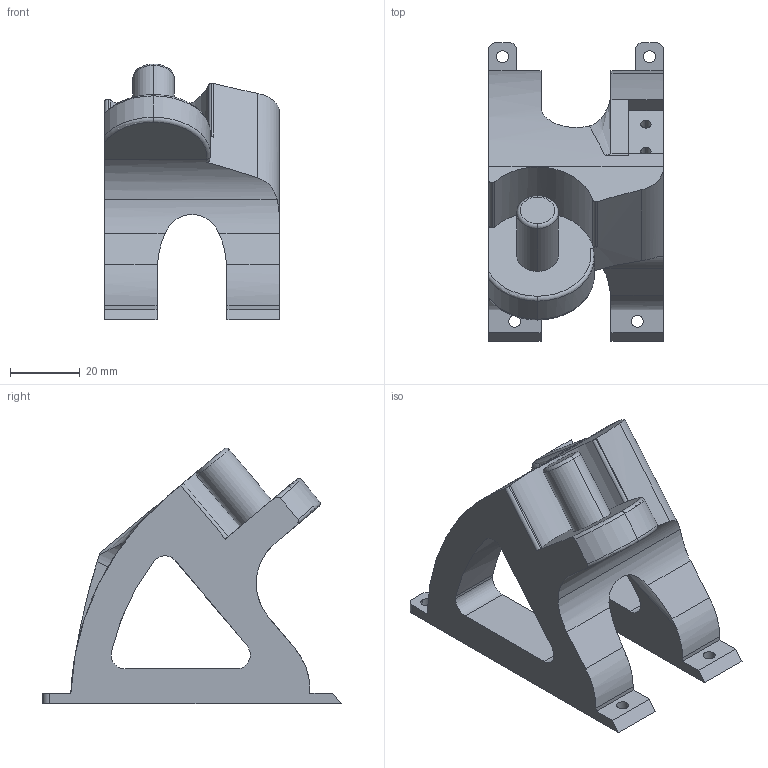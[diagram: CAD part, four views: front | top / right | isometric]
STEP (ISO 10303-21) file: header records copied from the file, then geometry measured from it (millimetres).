
FILE_DESCRIPTION (( 'STEP AP203' ), '1' );
FILE_NAME ('05_rollmount right_50°_v3.step', '2020-05-23T22:34:00', ( '' ), ( '' ), 'SwSTEP 2.0', 'SolidWorks 2019', '' );
FILE_SCHEMA (( 'CONFIG_CONTROL_DESIGN' ));
Length unit declared in the file: millimetre
Products named in the file (1): 05_rollmount right_50起v3
Bounding box: 50 x 85.37 x 73.12 mm (x, y, z)
Volume: 81175.8 mm3; surface area: 22792 mm2
Topology: 1 solids, 1 shells, 96 faces, 272 edges, 178 vertices
Faces by surface type: cylinder 51, plane 35, torus 6, bspline 4
Entity records: 3529 total; most frequent: CARTESIAN_POINT 911, ORIENTED_EDGE 544, DIRECTION 534, EDGE_CURVE 272, AXIS2_PLACEMENT_3D 201, VERTEX_POINT 178, LINE 132, VECTOR 132
